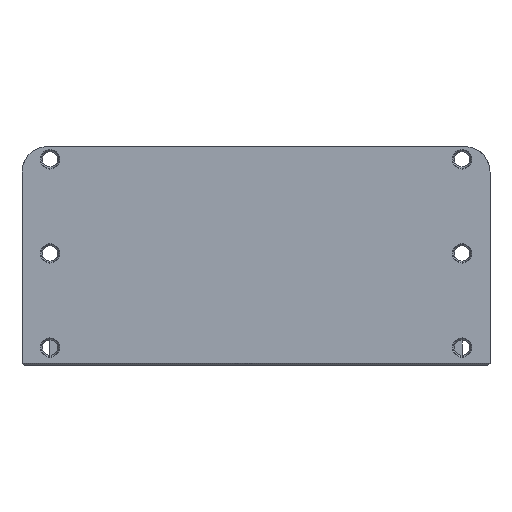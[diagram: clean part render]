
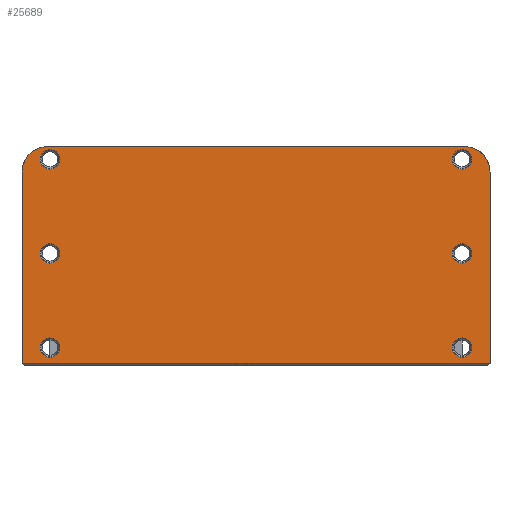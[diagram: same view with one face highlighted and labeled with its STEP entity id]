
A CAD part, front view. The second image highlights one B-rep face of the part: STEP entity #25689.
In plain terms, the highlighted planar face has unit normal (0, -1, 0).
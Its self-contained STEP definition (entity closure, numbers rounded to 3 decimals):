
#2965=FACE_BOUND($,#5029,.T.);
#2966=FACE_BOUND($,#5030,.T.);
#2967=FACE_BOUND($,#5031,.T.);
#2968=FACE_BOUND($,#5032,.T.);
#2969=FACE_BOUND($,#5033,.T.);
#2970=FACE_BOUND($,#5034,.T.);
#2971=FACE_BOUND($,#5035,.T.);
#3106=PLANE($,#27164);
#5029=EDGE_LOOP($,(#17817));
#5030=EDGE_LOOP($,(#17818));
#5031=EDGE_LOOP($,(#17819));
#5032=EDGE_LOOP($,(#17820));
#5033=EDGE_LOOP($,(#17821));
#5034=EDGE_LOOP($,(#17822));
#5035=EDGE_LOOP($,(#17823,#17824,#17825,#17826,#17827,#17828));
#6669=LINE($,#32599,#8672);
#6684=LINE($,#32795,#8687);
#6687=LINE($,#32813,#8690);
#6688=LINE($,#32817,#8691);
#8672=VECTOR($,#27919,9.2);
#8687=VECTOR($,#27952,3.76);
#8690=VECTOR($,#27969,3.76);
#8691=VECTOR($,#27972,8.2);
#10603=CIRCLE($,#27165,0.19);
#10604=CIRCLE($,#27166,0.19);
#10605=CIRCLE($,#27167,0.19);
#10606=CIRCLE($,#27168,0.19);
#10607=CIRCLE($,#27169,0.19);
#10608=CIRCLE($,#27170,0.19);
#10609=CIRCLE($,#27171,0.5);
#10610=CIRCLE($,#27172,0.5);
#10954=VERTEX_POINT($,#32591);
#10956=VERTEX_POINT($,#32597);
#10977=VERTEX_POINT($,#32794);
#10979=VERTEX_POINT($,#32800);
#10980=VERTEX_POINT($,#32802);
#10981=VERTEX_POINT($,#32804);
#10982=VERTEX_POINT($,#32806);
#10983=VERTEX_POINT($,#32808);
#10984=VERTEX_POINT($,#32810);
#10985=VERTEX_POINT($,#32812);
#10986=VERTEX_POINT($,#32814);
#10987=VERTEX_POINT($,#32816);
#13684=EDGE_CURVE($,#10956,#10954,#6669,.T.);
#13715=EDGE_CURVE($,#10977,#10954,#6684,.T.);
#13718=EDGE_CURVE($,#10979,#10979,#10603,.T.);
#13719=EDGE_CURVE($,#10980,#10980,#10604,.T.);
#13720=EDGE_CURVE($,#10981,#10981,#10605,.T.);
#13721=EDGE_CURVE($,#10982,#10982,#10606,.T.);
#13722=EDGE_CURVE($,#10983,#10983,#10607,.T.);
#13723=EDGE_CURVE($,#10984,#10984,#10608,.T.);
#13724=EDGE_CURVE($,#10956,#10985,#6687,.T.);
#13725=EDGE_CURVE($,#10986,#10985,#10609,.T.);
#13726=EDGE_CURVE($,#10986,#10987,#6688,.F.);
#13727=EDGE_CURVE($,#10977,#10987,#10610,.T.);
#17817=ORIENTED_EDGE($,*,*,#13718,.F.);
#17818=ORIENTED_EDGE($,*,*,#13719,.F.);
#17819=ORIENTED_EDGE($,*,*,#13720,.F.);
#17820=ORIENTED_EDGE($,*,*,#13721,.F.);
#17821=ORIENTED_EDGE($,*,*,#13722,.F.);
#17822=ORIENTED_EDGE($,*,*,#13723,.F.);
#17823=ORIENTED_EDGE($,*,*,#13684,.F.);
#17824=ORIENTED_EDGE($,*,*,#13724,.T.);
#17825=ORIENTED_EDGE($,*,*,#13725,.F.);
#17826=ORIENTED_EDGE($,*,*,#13726,.T.);
#17827=ORIENTED_EDGE($,*,*,#13727,.F.);
#17828=ORIENTED_EDGE($,*,*,#13715,.T.);
#25689=ADVANCED_FACE($,(#2965,#2966,#2967,#2968,#2969,#2970,#2971),#3106,
 .F.);
#27164=AXIS2_PLACEMENT_3D($,#32799,#27955,#27956);
#27165=AXIS2_PLACEMENT_3D($,#32801,#27957,#27958);
#27166=AXIS2_PLACEMENT_3D($,#32803,#27959,#27960);
#27167=AXIS2_PLACEMENT_3D($,#32805,#27961,#27962);
#27168=AXIS2_PLACEMENT_3D($,#32807,#27963,#27964);
#27169=AXIS2_PLACEMENT_3D($,#32809,#27965,#27966);
#27170=AXIS2_PLACEMENT_3D($,#32811,#27967,#27968);
#27171=AXIS2_PLACEMENT_3D($,#32815,#27970,#27971);
#27172=AXIS2_PLACEMENT_3D($,#32818,#27973,#27974);
#27919=DIRECTION($,(-1.,0.,0.));
#27952=DIRECTION($,(0.,0.,-1.));
#27955=DIRECTION('center_axis',(0.,1.,0.));
#27956=DIRECTION('ref_axis',(1.,0.,0.));
#27957=DIRECTION('center_axis',(0.,-1.,0.));
#27958=DIRECTION('ref_axis',(1.,0.,0.));
#27959=DIRECTION('center_axis',(0.,-1.,0.));
#27960=DIRECTION('ref_axis',(1.,0.,0.));
#27961=DIRECTION('center_axis',(0.,-1.,0.));
#27962=DIRECTION('ref_axis',(1.,0.,0.));
#27963=DIRECTION('center_axis',(0.,-1.,0.));
#27964=DIRECTION('ref_axis',(1.,0.,0.));
#27965=DIRECTION('center_axis',(0.,-1.,0.));
#27966=DIRECTION('ref_axis',(1.,0.,0.));
#27967=DIRECTION('center_axis',(0.,-1.,0.));
#27968=DIRECTION('ref_axis',(1.,0.,0.));
#27969=DIRECTION($,(0.,0.,1.));
#27970=DIRECTION('center_axis',(0.,1.,0.));
#27971=DIRECTION('ref_axis',(0.707,0.,0.707));
#27972=DIRECTION($,(1.,0.,0.));
#27973=DIRECTION('center_axis',(0.,1.,0.));
#27974=DIRECTION('ref_axis',(-0.707,0.,0.707));
#32591=CARTESIAN_POINT('',(2.853,22.066,1.22));
#32597=CARTESIAN_POINT('',(12.053,22.066,1.22));
#32599=CARTESIAN_POINT($,(7.453,22.066,1.22));
#32794=CARTESIAN_POINT('',(2.853,22.066,4.98));
#32795=CARTESIAN_POINT($,(2.853,22.066,3.38));
#32799=CARTESIAN_POINT('Origin',(7.453,22.066,3.38));
#32800=CARTESIAN_POINT('',(3.213,22.066,3.38));
#32801=CARTESIAN_POINT('Origin',(3.403,22.066,3.38));
#32802=CARTESIAN_POINT('',(11.313,22.066,1.53));
#32803=CARTESIAN_POINT('Origin',(11.503,22.066,1.53));
#32804=CARTESIAN_POINT('',(11.313,22.066,5.23));
#32805=CARTESIAN_POINT('Origin',(11.503,22.066,5.23));
#32806=CARTESIAN_POINT('',(11.313,22.066,3.38));
#32807=CARTESIAN_POINT('Origin',(11.503,22.066,3.38));
#32808=CARTESIAN_POINT('',(3.213,22.066,1.53));
#32809=CARTESIAN_POINT('Origin',(3.403,22.066,1.53));
#32810=CARTESIAN_POINT('',(3.213,22.066,5.23));
#32811=CARTESIAN_POINT('Origin',(3.403,22.066,5.23));
#32812=CARTESIAN_POINT('',(12.053,22.066,4.98));
#32813=CARTESIAN_POINT($,(12.053,22.066,3.38));
#32814=CARTESIAN_POINT('',(11.553,22.066,5.48));
#32815=CARTESIAN_POINT('Origin',(11.553,22.066,4.98));
#32816=CARTESIAN_POINT('',(3.353,22.066,5.48));
#32817=CARTESIAN_POINT($,(7.453,22.066,5.48));
#32818=CARTESIAN_POINT('Origin',(3.353,22.066,4.98));
